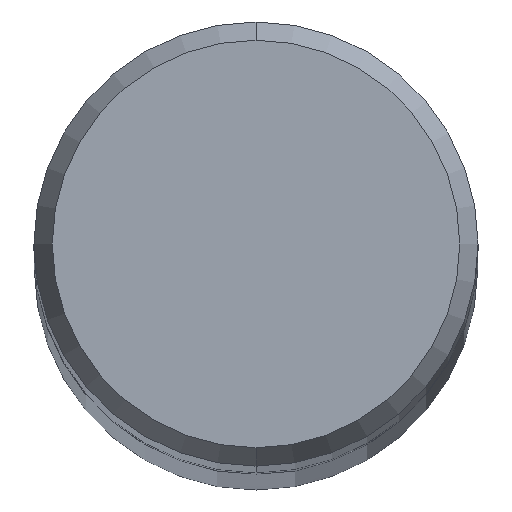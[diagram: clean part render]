
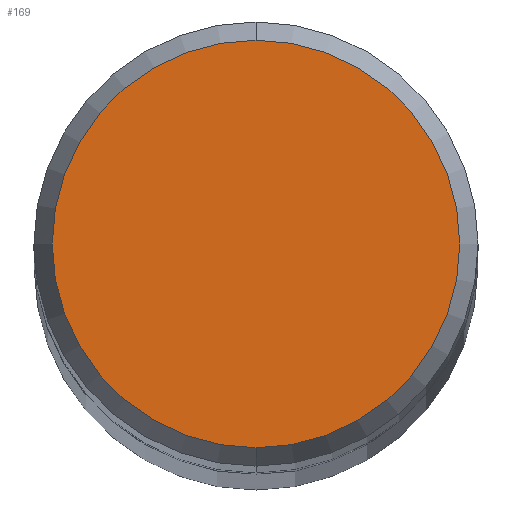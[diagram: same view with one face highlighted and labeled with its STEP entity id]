
A CAD part, top view. The second image highlights one B-rep face of the part: STEP entity #169.
In plain terms, the highlighted planar face has unit normal (0, 0, 1).
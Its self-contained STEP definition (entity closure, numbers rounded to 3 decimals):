
#133=VERTEX_POINT('',#291);
#149=EDGE_CURVE('',#221,#133,#308,.T.);
#169=ADVANCED_FACE('',(#331),#332,.T.);
#193=EDGE_CURVE('',#133,#221,#358,.T.);
#221=VERTEX_POINT('',#388);
#291=CARTESIAN_POINT('',(0.0,5.104,0.0));
#308=CIRCLE('',#486,5.104);
#331=FACE_OUTER_BOUND('',#514,.T.);
#332=PLANE('',#515);
#358=CIRCLE('',#548,5.104);
#388=CARTESIAN_POINT('',(0.,-5.104,0.0));
#486=AXIS2_PLACEMENT_3D('',#688,#689,#690);
#514=EDGE_LOOP('',(#719,#720));
#515=AXIS2_PLACEMENT_3D('',#721,#722,#723);
#548=AXIS2_PLACEMENT_3D('',#746,#747,#748);
#688=CARTESIAN_POINT('',(0.0,0.0,0.0));
#689=DIRECTION('',(0.0,0.0,-1.0));
#690=DIRECTION('',(0.0,1.0,0.0));
#719=ORIENTED_EDGE('',*,*,#193,.F.);
#720=ORIENTED_EDGE('',*,*,#149,.F.);
#721=CARTESIAN_POINT('',(0.0,2.552,0.0));
#722=DIRECTION('',(-0.0,0.0,1.0));
#723=DIRECTION('',(0.0,-1.0,0.0));
#746=CARTESIAN_POINT('',(0.0,0.0,0.0));
#747=DIRECTION('',(0.0,0.0,-1.0));
#748=DIRECTION('',(0.0,1.0,0.0));
